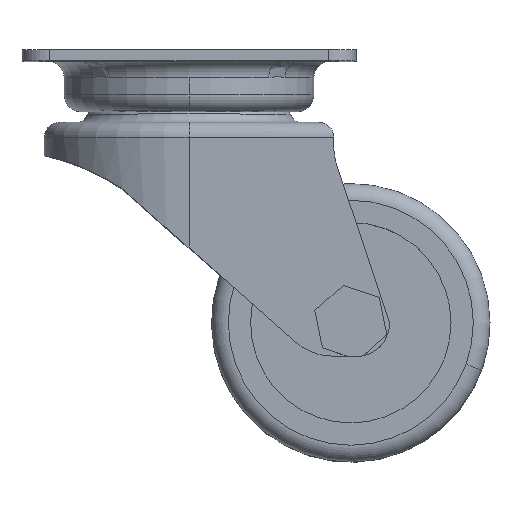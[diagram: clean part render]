
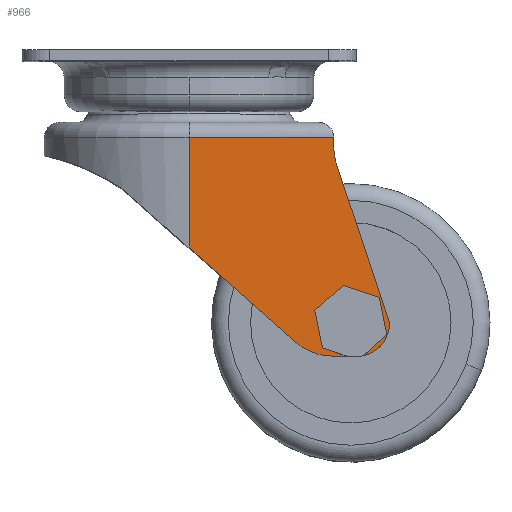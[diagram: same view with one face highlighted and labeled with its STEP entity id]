
A CAD part, top view. The second image highlights one B-rep face of the part: STEP entity #966.
In plain terms, the highlighted planar face has unit normal (0, 0, 1).
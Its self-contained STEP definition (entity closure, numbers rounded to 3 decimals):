
#2 = DIRECTION ( 'NONE',  ( -0.202, 0.979, 0. ) ) ;
#56 = DIRECTION ( 'NONE',  ( 0., -1., 0. ) ) ;
#69 = CARTESIAN_POINT ( 'NONE',  ( -6.487, -19.558, 26.438 ) ) ;
#87 = CARTESIAN_POINT ( 'NONE',  ( 31.341, -2.026, 26.438 ) ) ;
#221 = EDGE_CURVE ( 'NONE', #3200, #3656, #5422, .T. ) ;
#416 = VECTOR ( 'NONE', #3801, 1000. ) ;
#445 = ORIENTED_EDGE ( 'NONE', *, *, #2061, .F. ) ;
#488 = CARTESIAN_POINT ( 'NONE',  ( 21.341, -2.763, 26.438 ) ) ;
#536 = CARTESIAN_POINT ( 'NONE',  ( 17.931, -33.879, 26.438 ) ) ;
#595 = CARTESIAN_POINT ( 'NONE',  ( 31.341, -36.194, 26.438 ) ) ;
#632 = AXIS2_PLACEMENT_3D ( 'NONE', #1969, #2971, #991 ) ;
#695 = ORIENTED_EDGE ( 'NONE', *, *, #5830, .F. ) ;
#753 = CARTESIAN_POINT ( 'NONE',  ( 31.341, -4.403, 26.438 ) ) ;
#797 = VECTOR ( 'NONE', #2630, 1000. ) ;
#859 = EDGE_LOOP ( 'NONE', ( #5955, #5619, #4955, #695, #5144, #5365, #4053, #3775, #445, #3249, #1586, #5806, #6111, #3568, #3386, #2116 ) ) ;
#914 = CARTESIAN_POINT ( 'NONE',  ( 31.341, -36.026, 26.438 ) ) ;
#925 = LINE ( 'NONE', #69, #3354 ) ;
#966 = ADVANCED_FACE ( 'NONE', ( #3820 ), #2256, .T. ) ;
#991 = DIRECTION ( 'NONE',  ( 0., -1., 0. ) ) ;
#1007 = VERTEX_POINT ( 'NONE', #2357 ) ;
#1052 = AXIS2_PLACEMENT_3D ( 'NONE', #1260, #2332, #1342 ) ;
#1060 = EDGE_CURVE ( 'NONE', #2307, #3070, #5766, .T. ) ;
#1174 = EDGE_CURVE ( 'NONE', #3656, #2138, #925, .T. ) ;
#1187 = DIRECTION ( 'NONE',  ( 0., 0., -1. ) ) ;
#1260 = CARTESIAN_POINT ( 'NONE',  ( 25.342, -36.11, 26.438 ) ) ;
#1342 = DIRECTION ( 'NONE',  ( 1., 0., 0. ) ) ;
#1382 = EDGE_CURVE ( 'NONE', #3134, #4956, #6174, .T. ) ;
#1423 = EDGE_CURVE ( 'NONE', #1007, #5324, #3774, .T. ) ;
#1432 = DIRECTION ( 'NONE',  ( -0.316, 0.949, 0. ) ) ;
#1586 = ORIENTED_EDGE ( 'NONE', *, *, #4634, .T. ) ;
#1667 = DIRECTION ( 'NONE',  ( 0., -1., 0. ) ) ;
#1769 = VERTEX_POINT ( 'NONE', #2199 ) ;
#1830 = CARTESIAN_POINT ( 'NONE',  ( -4.659, -2.763, 26.438 ) ) ;
#1926 = CARTESIAN_POINT ( 'NONE',  ( -4.659, -22.614, 26.438 ) ) ;
#1969 = CARTESIAN_POINT ( 'NONE',  ( 21.122, -32.026, 26.438 ) ) ;
#2012 = DIRECTION ( 'NONE',  ( 0.202, -0.979, 0. ) ) ;
#2061 = EDGE_CURVE ( 'NONE', #2620, #2769, #5363, .T. ) ;
#2116 = ORIENTED_EDGE ( 'NONE', *, *, #2460, .T. ) ;
#2126 = CARTESIAN_POINT ( 'NONE',  ( 32.593, -36.646, 26.438 ) ) ;
#2127 = EDGE_CURVE ( 'NONE', #2134, #5656, #2937, .T. ) ;
#2134 = VERTEX_POINT ( 'NONE', #488 ) ;
#2138 = VERTEX_POINT ( 'NONE', #5334 ) ;
#2182 = CARTESIAN_POINT ( 'NONE',  ( 26.599, -41.977, 26.438 ) ) ;
#2199 = CARTESIAN_POINT ( 'NONE',  ( -4.659, -2.763, 26.438 ) ) ;
#2256 = PLANE ( 'NONE',  #4856 ) ;
#2269 = CARTESIAN_POINT ( 'NONE',  ( 21.122, -42.026, 26.438 ) ) ;
#2274 = EDGE_CURVE ( 'NONE', #1769, #2134, #3345, .T. ) ;
#2307 = VERTEX_POINT ( 'NONE', #2269 ) ;
#2332 = DIRECTION ( 'NONE',  ( 0., 0., -1. ) ) ;
#2357 = CARTESIAN_POINT ( 'NONE',  ( 14.506, -39.525, 26.438 ) ) ;
#2460 = EDGE_CURVE ( 'NONE', #1007, #2307, #4787, .T. ) ;
#2468 = DIRECTION ( 'NONE',  ( -0.949, 0.315, 0. ) ) ;
#2474 = CARTESIAN_POINT ( 'NONE',  ( 29.499, -31.494, 26.438 ) ) ;
#2482 = CARTESIAN_POINT ( 'NONE',  ( 19.308, -40.558, 26.438 ) ) ;
#2574 = CARTESIAN_POINT ( 'NONE',  ( 10.5, 2.165, 26.438 ) ) ;
#2620 = VERTEX_POINT ( 'NONE', #914 ) ;
#2630 = DIRECTION ( 'NONE',  ( 0.747, 0.665, 0. ) ) ;
#2663 = DIRECTION ( 'NONE',  ( 0., 0., 1. ) ) ;
#2769 = VERTEX_POINT ( 'NONE', #595 ) ;
#2849 = VECTOR ( 'NONE', #2, 1000. ) ;
#2937 = LINE ( 'NONE', #4362, #5536 ) ;
#2971 = DIRECTION ( 'NONE',  ( 0., 0., 1. ) ) ;
#3010 = VECTOR ( 'NONE', #2012, 1000. ) ;
#3044 = VECTOR ( 'NONE', #4636, 1000. ) ;
#3068 = LINE ( 'NONE', #6248, #4890 ) ;
#3070 = VERTEX_POINT ( 'NONE', #5449 ) ;
#3134 = VERTEX_POINT ( 'NONE', #536 ) ;
#3142 = LINE ( 'NONE', #2126, #797 ) ;
#3146 = DIRECTION ( 'NONE',  ( 0., -1., 0. ) ) ;
#3200 = VERTEX_POINT ( 'NONE', #5071 ) ;
#3242 = VERTEX_POINT ( 'NONE', #5520 ) ;
#3249 = ORIENTED_EDGE ( 'NONE', *, *, #4822, .T. ) ;
#3270 = CARTESIAN_POINT ( 'NONE',  ( -4.659, -2.026, 26.438 ) ) ;
#3341 = EDGE_CURVE ( 'NONE', #3854, #3200, #3142, .T. ) ;
#3345 = LINE ( 'NONE', #1830, #5465 ) ;
#3347 = CARTESIAN_POINT ( 'NONE',  ( 22.068, 4.55, 26.438 ) ) ;
#3354 = VECTOR ( 'NONE', #2468, 1000. ) ;
#3386 = ORIENTED_EDGE ( 'NONE', *, *, #1423, .F. ) ;
#3552 = EDGE_CURVE ( 'NONE', #4956, #3070, #4807, .T. ) ;
#3568 = ORIENTED_EDGE ( 'NONE', *, *, #6012, .T. ) ;
#3656 = VERTEX_POINT ( 'NONE', #2474 ) ;
#3713 = CARTESIAN_POINT ( 'NONE',  ( -4.659, -42.026, 26.438 ) ) ;
#3714 = DIRECTION ( 'NONE',  ( 1., 0., 0. ) ) ;
#3774 = LINE ( 'NONE', #4226, #4089 ) ;
#3775 = ORIENTED_EDGE ( 'NONE', *, *, #4680, .F. ) ;
#3801 = DIRECTION ( 'NONE',  ( 1., 0., 0. ) ) ;
#3820 = FACE_OUTER_BOUND ( 'NONE', #859, .T. ) ;
#3854 = VERTEX_POINT ( 'NONE', #2182 ) ;
#3981 = LINE ( 'NONE', #3270, #5090 ) ;
#4053 = ORIENTED_EDGE ( 'NONE', *, *, #3341, .F. ) ;
#4089 = VECTOR ( 'NONE', #4203, 1000. ) ;
#4092 = VECTOR ( 'NONE', #4402, 1000. ) ;
#4164 = CARTESIAN_POINT ( 'NONE',  ( 24.743, -27.821, 26.438 ) ) ;
#4203 = DIRECTION ( 'NONE',  ( -0.75, 0.662, 0. ) ) ;
#4226 = CARTESIAN_POINT ( 'NONE',  ( 26.371, -49.994, 26.438 ) ) ;
#4319 = DIRECTION ( 'NONE',  ( 0., -1., 0. ) ) ;
#4362 = CARTESIAN_POINT ( 'NONE',  ( 21.341, -79.495, 26.438 ) ) ;
#4402 = DIRECTION ( 'NONE',  ( 0., -1., 0. ) ) ;
#4537 = CARTESIAN_POINT ( 'NONE',  ( 21.341, -4.403, 26.438 ) ) ;
#4589 = CIRCLE ( 'NONE', #1052, 6. ) ;
#4595 = VECTOR ( 'NONE', #6161, 1000. ) ;
#4634 = EDGE_CURVE ( 'NONE', #3242, #5656, #5040, .T. ) ;
#4636 = DIRECTION ( 'NONE',  ( -0.747, -0.665, 0. ) ) ;
#4680 = EDGE_CURVE ( 'NONE', #2769, #3854, #4589, .T. ) ;
#4787 = CIRCLE ( 'NONE', #632, 10. ) ;
#4807 = LINE ( 'NONE', #5742, #4595 ) ;
#4822 = EDGE_CURVE ( 'NONE', #2620, #3242, #3068, .T. ) ;
#4856 = AXIS2_PLACEMENT_3D ( 'NONE', #5086, #2663, #3146 ) ;
#4890 = VECTOR ( 'NONE', #1432, 1000. ) ;
#4952 = LINE ( 'NONE', #4164, #3044 ) ;
#4955 = ORIENTED_EDGE ( 'NONE', *, *, #1382, .F. ) ;
#4956 = VERTEX_POINT ( 'NONE', #2482 ) ;
#5040 = CIRCLE ( 'NONE', #5672, 10. ) ;
#5071 = CARTESIAN_POINT ( 'NONE',  ( 30.876, -38.173, 26.438 ) ) ;
#5086 = CARTESIAN_POINT ( 'NONE',  ( -4.659, -2.026, 26.438 ) ) ;
#5090 = VECTOR ( 'NONE', #4319, 1000. ) ;
#5144 = ORIENTED_EDGE ( 'NONE', *, *, #1174, .F. ) ;
#5324 = VERTEX_POINT ( 'NONE', #1926 ) ;
#5334 = CARTESIAN_POINT ( 'NONE',  ( 23.027, -29.347, 26.438 ) ) ;
#5363 = LINE ( 'NONE', #87, #4092 ) ;
#5365 = ORIENTED_EDGE ( 'NONE', *, *, #221, .F. ) ;
#5422 = LINE ( 'NONE', #3347, #2849 ) ;
#5449 = CARTESIAN_POINT ( 'NONE',  ( 23.734, -42.026, 26.438 ) ) ;
#5465 = VECTOR ( 'NONE', #3714, 1000. ) ;
#5520 = CARTESIAN_POINT ( 'NONE',  ( 21.854, -7.566, 26.438 ) ) ;
#5536 = VECTOR ( 'NONE', #56, 1000. ) ;
#5619 = ORIENTED_EDGE ( 'NONE', *, *, #3552, .F. ) ;
#5656 = VERTEX_POINT ( 'NONE', #4537 ) ;
#5672 = AXIS2_PLACEMENT_3D ( 'NONE', #753, #1187, #1667 ) ;
#5742 = CARTESIAN_POINT ( 'NONE',  ( -10.206, -30.769, 26.438 ) ) ;
#5766 = LINE ( 'NONE', #3713, #416 ) ;
#5806 = ORIENTED_EDGE ( 'NONE', *, *, #2127, .F. ) ;
#5830 = EDGE_CURVE ( 'NONE', #2138, #3134, #4952, .T. ) ;
#5955 = ORIENTED_EDGE ( 'NONE', *, *, #1060, .T. ) ;
#6012 = EDGE_CURVE ( 'NONE', #1769, #5324, #3981, .T. ) ;
#6111 = ORIENTED_EDGE ( 'NONE', *, *, #2274, .F. ) ;
#6161 = DIRECTION ( 'NONE',  ( 0.949, -0.315, 0. ) ) ;
#6174 = LINE ( 'NONE', #2574, #3010 ) ;
#6248 = CARTESIAN_POINT ( 'NONE',  ( 41.282, -65.848, 26.438 ) ) ;
